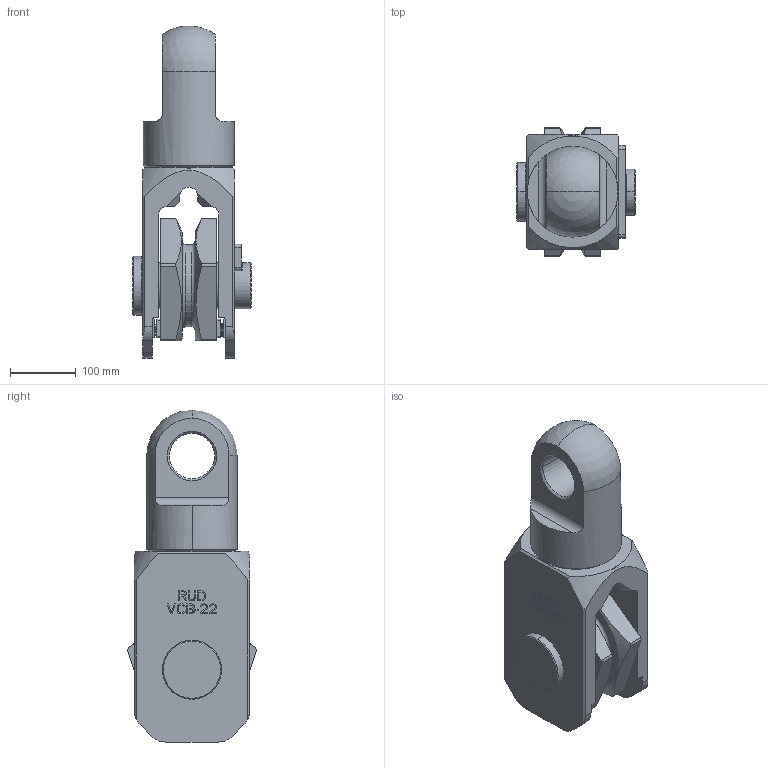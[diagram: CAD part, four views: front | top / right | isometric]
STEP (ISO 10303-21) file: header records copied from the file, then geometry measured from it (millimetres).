
FILE_DESCRIPTION((''),'2;1');
FILE_NAME('001-M33839-P-1','2020-06-09T',('anja.joas'),(''),'PRO/ENGINEER BY PARAMETRIC TECHNOLOGY CORPORATION, 2011490','PRO/ENGINEER BY PARAMETRIC TECHNOLOGY CORPORATION, 2011490','');
FILE_SCHEMA(('CONFIG_CONTROL_DESIGN'));
Length unit declared in the file: millimetre
Products named in the file (1): 001-M33839-P-1
Bounding box: 180 x 196.08 x 505 mm (x, y, z)
Volume: 7262066.7 mm3; surface area: 494264.1 mm2
Topology: 1 solids, 1 shells, 441 faces, 1203 edges, 785 vertices
Faces by surface type: plane 324, cylinder 77, cone 34, torus 4, sphere 2
Entity records: 14180 total; most frequent: CARTESIAN_POINT 2866, ORIENTED_EDGE 2402, DIRECTION 2247, EDGE_CURVE 1201, VECTOR 957, LINE 957, VERTEX_POINT 785, AXIS2_PLACEMENT_3D 645
